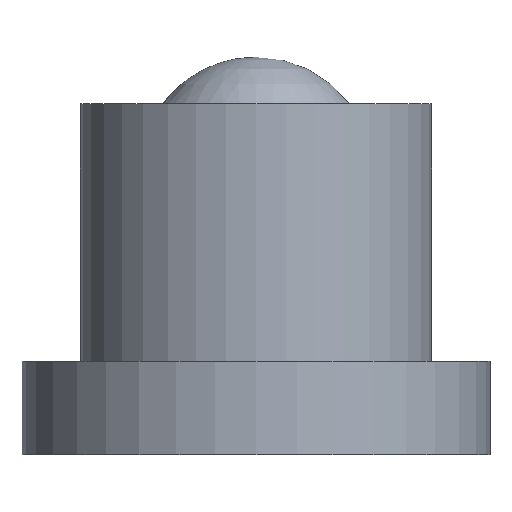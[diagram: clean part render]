
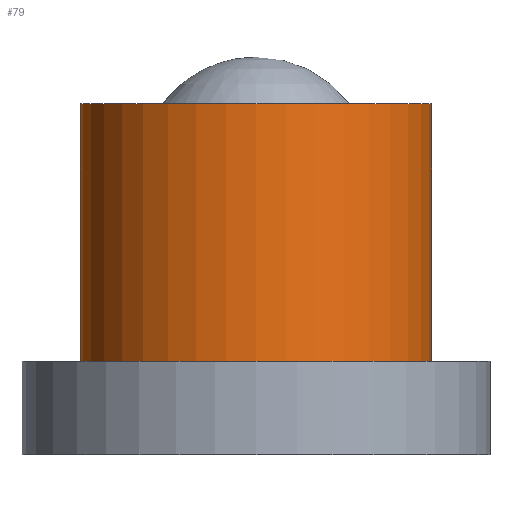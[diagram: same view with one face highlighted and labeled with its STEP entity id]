
A CAD part, front view. The second image highlights one B-rep face of the part: STEP entity #79.
In plain terms, the highlighted cylindrical face has radius 0.75 mm (diameter 1.5 mm), a full revolution.
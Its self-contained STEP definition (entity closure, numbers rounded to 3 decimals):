
#23=FACE_OUTER_BOUND('',#30,.T.);
#30=EDGE_LOOP('',(#65,#66,#67,#68));
#36=LINE('',#150,#38);
#38=VECTOR('',#126,0.75);
#41=CIRCLE('',#101,0.75);
#42=CIRCLE('',#103,0.75);
#47=VERTEX_POINT('',#145);
#48=VERTEX_POINT('',#148);
#54=EDGE_CURVE('',#47,#47,#41,.T.);
#55=EDGE_CURVE('',#48,#48,#42,.T.);
#56=EDGE_CURVE('',#48,#47,#36,.T.);
#65=ORIENTED_EDGE('',*,*,#55,.F.);
#66=ORIENTED_EDGE('',*,*,#56,.T.);
#67=ORIENTED_EDGE('',*,*,#54,.T.);
#68=ORIENTED_EDGE('',*,*,#56,.F.);
#76=CYLINDRICAL_SURFACE('',#102,0.75);
#79=ADVANCED_FACE('',(#23),#76,.T.);
#101=AXIS2_PLACEMENT_3D('',#146,#120,#121);
#102=AXIS2_PLACEMENT_3D('',#147,#122,#123);
#103=AXIS2_PLACEMENT_3D('',#149,#124,#125);
#120=DIRECTION('center_axis',(0.,0.,1.));
#121=DIRECTION('ref_axis',(1.,0.,0.));
#122=DIRECTION('center_axis',(0.,0.,1.));
#123=DIRECTION('ref_axis',(1.,0.,0.));
#124=DIRECTION('center_axis',(0.,0.,1.));
#125=DIRECTION('ref_axis',(1.,0.,0.));
#126=DIRECTION('',(0.,0.,-1.));
#145=CARTESIAN_POINT('',(-0.75,0.,0.4));
#146=CARTESIAN_POINT('Origin',(0.,0.,0.4));
#147=CARTESIAN_POINT('Origin',(0.,0.,0.95));
#148=CARTESIAN_POINT('',(-0.75,0.,1.5));
#149=CARTESIAN_POINT('Origin',(0.,0.,1.5));
#150=CARTESIAN_POINT('',(-0.75,0.,0.95));
